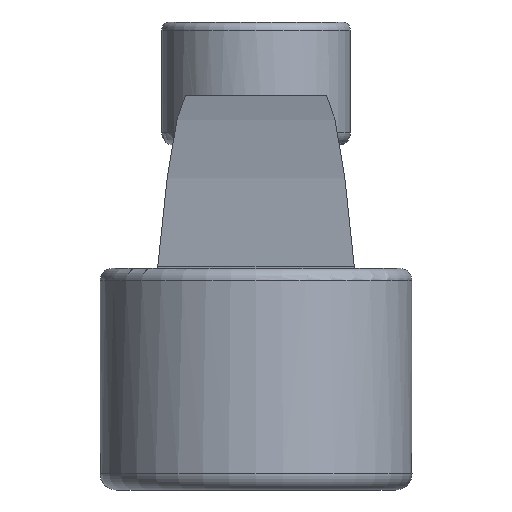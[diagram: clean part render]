
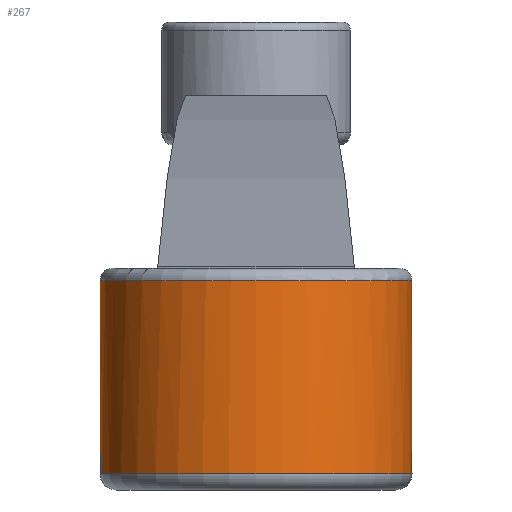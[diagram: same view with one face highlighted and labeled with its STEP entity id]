
A CAD part, left-side view. The second image highlights one B-rep face of the part: STEP entity #267.
In plain terms, the highlighted cylindrical face has radius 19 mm (diameter 38 mm), a full revolution.
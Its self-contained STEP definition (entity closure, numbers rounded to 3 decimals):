
#112=FACE_BOUND('',#350,.T.);
#113=FACE_BOUND('',#351,.T.);
#125=CYLINDRICAL_SURFACE('',#771,19.);
#188=LINE('',#1232,#231);
#191=LINE('',#1239,#234);
#231=VECTOR('',#879,1.);
#234=VECTOR('',#886,1.);
#267=ADVANCED_FACE('',(#112,#113),#125,.T.);
#350=EDGE_LOOP('',(#485));
#351=EDGE_LOOP('',(#486,#487,#488,#489,#490,#491,#492));
#378=B_SPLINE_CURVE_WITH_KNOTS('',3,(#1099,#1100,#1101,#1102,#1103,#1104),
.UNSPECIFIED.,.F.,.F.,(4,2,4),(0.,0.5,1.),.UNSPECIFIED.);
#383=B_SPLINE_CURVE_WITH_KNOTS('',3,(#1192,#1193,#1194,#1195,#1196,#1197,
#1198,#1199,#1200,#1201,#1202,#1203,#1204,#1205,#1206,#1207),.UNSPECIFIED.,
.F.,.F.,(4,3,3,3,3,4),(0.,0.109,0.217,0.374,
0.623,1.),.UNSPECIFIED.);
#485=ORIENTED_EDGE('',*,*,#691,.T.);
#486=ORIENTED_EDGE('',*,*,#678,.T.);
#487=ORIENTED_EDGE('',*,*,#630,.T.);
#488=ORIENTED_EDGE('',*,*,#682,.F.);
#489=ORIENTED_EDGE('',*,*,#636,.F.);
#490=ORIENTED_EDGE('',*,*,#634,.F.);
#491=ORIENTED_EDGE('',*,*,#662,.F.);
#492=ORIENTED_EDGE('',*,*,#664,.F.);
#569=VERTEX_POINT('',#1042);
#571=VERTEX_POINT('',#1061);
#575=VERTEX_POINT('',#1094);
#576=VERTEX_POINT('',#1096);
#577=VERTEX_POINT('',#1105);
#596=VERTEX_POINT('',#1187);
#597=VERTEX_POINT('',#1191);
#615=VERTEX_POINT('',#1262);
#630=EDGE_CURVE('',#569,#571,#712,.T.);
#634=EDGE_CURVE('',#575,#576,#713,.T.);
#636=EDGE_CURVE('',#576,#577,#378,.T.);
#662=EDGE_CURVE('',#596,#575,#715,.T.);
#664=EDGE_CURVE('',#597,#596,#383,.T.);
#678=EDGE_CURVE('',#597,#569,#188,.T.);
#682=EDGE_CURVE('',#577,#571,#191,.T.);
#691=EDGE_CURVE('',#615,#615,#721,.T.);
#712=CIRCLE('',#730,19.);
#713=CIRCLE('',#732,19.);
#715=CIRCLE('',#748,19.);
#721=CIRCLE('',#770,19.);
#730=AXIS2_PLACEMENT_3D('',#1062,#802,#803);
#732=AXIS2_PLACEMENT_3D('',#1095,#808,#809);
#748=AXIS2_PLACEMENT_3D('',#1188,#854,#855);
#770=AXIS2_PLACEMENT_3D('',#1261,#915,#916);
#771=AXIS2_PLACEMENT_3D('',#1263,#917,#918);
#802=DIRECTION('',(0.,0.,-1.));
#803=DIRECTION('',(-1.,0.,0.));
#808=DIRECTION('',(0.,0.,1.));
#809=DIRECTION('',(1.,0.,0.));
#854=DIRECTION('',(0.,0.,1.));
#855=DIRECTION('',(1.,0.,0.));
#879=DIRECTION('',(0.,0.,1.));
#886=DIRECTION('',(0.,0.,1.));
#915=DIRECTION('',(0.,0.,1.));
#916=DIRECTION('',(-1.,0.,0.));
#917=DIRECTION('',(0.,0.,-1.));
#918=DIRECTION('',(-1.,0.,0.));
#1042=CARTESIAN_POINT('',(96.032,166.867,-1.5));
#1061=CARTESIAN_POINT('',(96.032,190.867,-1.5));
#1062=CARTESIAN_POINT('',(81.301,178.867,-1.5));
#1094=CARTESIAN_POINT('',(100.301,178.867,-8.));
#1095=CARTESIAN_POINT('',(81.301,178.867,-8.));
#1096=CARTESIAN_POINT('',(98.032,187.871,-8.));
#1099=CARTESIAN_POINT('',(98.032,187.871,-8.));
#1100=CARTESIAN_POINT('',(97.673,188.537,-8.));
#1101=CARTESIAN_POINT('',(97.275,189.178,-7.916));
#1102=CARTESIAN_POINT('',(96.47,190.33,-7.343));
#1103=CARTESIAN_POINT('',(96.032,190.867,-6.769));
#1104=CARTESIAN_POINT('',(96.032,190.867,-6.));
#1105=CARTESIAN_POINT('',(96.032,190.867,-6.));
#1187=CARTESIAN_POINT('',(98.032,169.862,-8.));
#1188=CARTESIAN_POINT('',(81.301,178.867,-8.));
#1191=CARTESIAN_POINT('',(96.032,166.867,-6.));
#1192=CARTESIAN_POINT('',(96.032,166.867,-6.));
#1193=CARTESIAN_POINT('',(96.032,166.867,-6.164));
#1194=CARTESIAN_POINT('',(96.053,166.893,-6.331));
#1195=CARTESIAN_POINT('',(96.091,166.94,-6.483));
#1196=CARTESIAN_POINT('',(96.129,166.986,-6.635));
#1197=CARTESIAN_POINT('',(96.184,167.055,-6.777));
#1198=CARTESIAN_POINT('',(96.248,167.136,-6.903));
#1199=CARTESIAN_POINT('',(96.341,167.255,-7.087));
#1200=CARTESIAN_POINT('',(96.455,167.404,-7.242));
#1201=CARTESIAN_POINT('',(96.574,167.565,-7.37));
#1202=CARTESIAN_POINT('',(96.762,167.819,-7.569));
#1203=CARTESIAN_POINT('',(96.967,168.11,-7.707));
#1204=CARTESIAN_POINT('',(97.166,168.412,-7.803));
#1205=CARTESIAN_POINT('',(97.468,168.87,-7.948));
#1206=CARTESIAN_POINT('',(97.763,169.363,-8.));
#1207=CARTESIAN_POINT('',(98.032,169.862,-8.));
#1232=CARTESIAN_POINT('',(96.032,166.867,-200.));
#1239=CARTESIAN_POINT('',(96.032,190.867,-200.));
#1261=CARTESIAN_POINT('',(81.301,178.867,-25.));
#1262=CARTESIAN_POINT('',(62.301,178.867,-25.));
#1263=CARTESIAN_POINT('',(81.301,178.867,0.));
